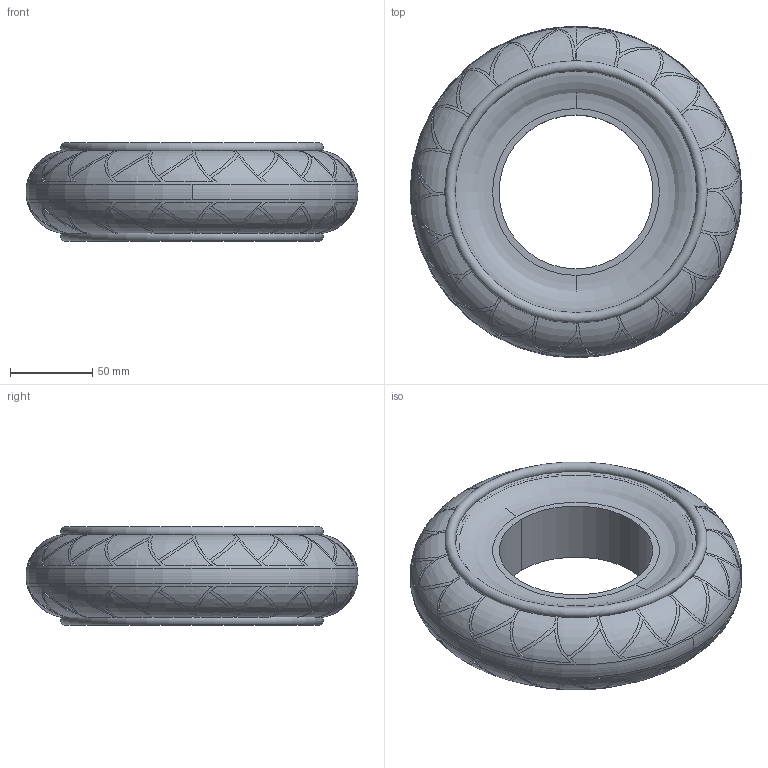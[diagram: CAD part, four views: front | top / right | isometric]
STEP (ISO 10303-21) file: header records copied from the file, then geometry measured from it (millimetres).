
FILE_DESCRIPTION (( 'STEP AP214' ), '1' );
FILE_NAME ('WCP-0158.STEP', '2024-01-04T23:09:48', ( '' ), ( '' ), 'SwSTEP 2.0', 'SolidWorks 2022', '' );
FILE_SCHEMA (( 'AUTOMOTIVE_DESIGN' ));
Length unit declared in the file: inch
Products named in the file (1): WCP-0158
Bounding box: 202.18 x 202.18 x 60.28 mm (x, y, z)
Surface area: 518558.5 mm2
Topology: 3 solids, 55 shells, 381 faces, 1040 edges, 709 vertices
Faces by surface type: cylinder 168, plane 115, torus 98
Entity records: 19620 total; most frequent: CARTESIAN_POINT 10535, ORIENTED_EDGE 2112, DIRECTION 1512, EDGE_CURVE 1056, VERTEX_POINT 698, AXIS2_PLACEMENT_3D 671, B_SPLINE_CURVE_WITH_KNOTS 572, EDGE_LOOP 514
